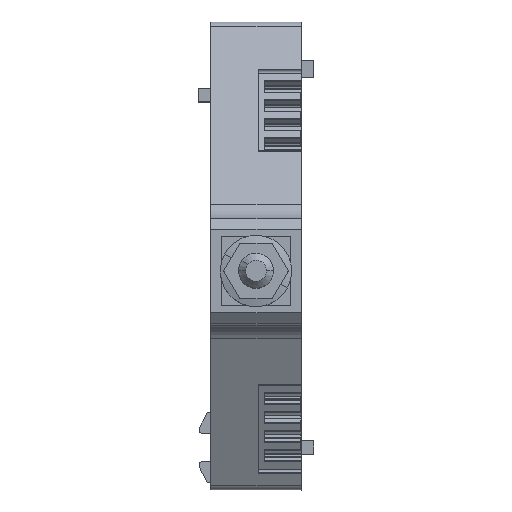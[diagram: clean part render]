
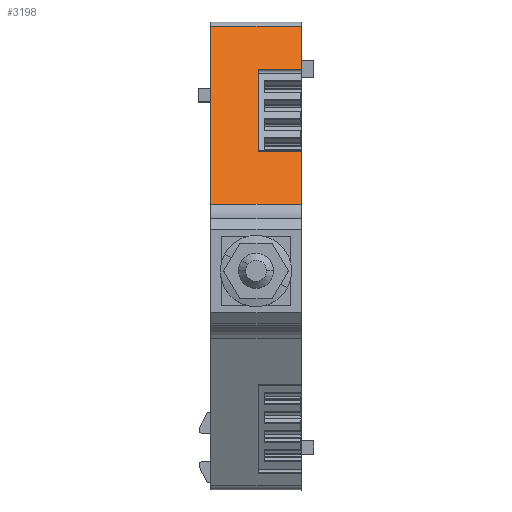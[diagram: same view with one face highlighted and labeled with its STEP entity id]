
A CAD part, top view. The second image highlights one B-rep face of the part: STEP entity #3198.
In plain terms, the highlighted planar face has unit normal (0, 0.478, 0.878).
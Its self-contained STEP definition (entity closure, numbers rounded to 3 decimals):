
#3162=AXIS2_PLACEMENT_3D('Plane Axis2P3D',#3159,#3160,#3161) ;
#1435=CARTESIAN_POINT('Vertex',(1.8,40.889,23.958)) ;
#1438=CARTESIAN_POINT('Line Origine',(1.8,53.631,17.028)) ;
#1442=CARTESIAN_POINT('Vertex',(1.8,66.373,10.098)) ;
#2416=CARTESIAN_POINT('Vertex',(14.8,66.373,10.098)) ;
#2419=CARTESIAN_POINT('Line Origine',(14.8,63.311,11.763)) ;
#2423=CARTESIAN_POINT('Vertex',(14.8,60.25,13.428)) ;
#2626=CARTESIAN_POINT('Vertex',(14.8,48.478,19.83)) ;
#2629=CARTESIAN_POINT('Line Origine',(14.8,44.683,21.894)) ;
#2633=CARTESIAN_POINT('Vertex',(14.8,40.889,23.958)) ;
#3147=CARTESIAN_POINT('Line Origine',(8.3,40.889,23.958)) ;
#3159=CARTESIAN_POINT('Axis2P3D Location',(8.3,38.8,25.094)) ;
#3164=CARTESIAN_POINT('Line Origine',(8.6,54.364,16.629)) ;
#3168=CARTESIAN_POINT('Vertex',(8.6,48.478,19.83)) ;
#3170=CARTESIAN_POINT('Vertex',(8.6,60.25,13.428)) ;
#3173=CARTESIAN_POINT('Line Origine',(11.7,60.25,13.428)) ;
#3178=CARTESIAN_POINT('Line Origine',(8.3,66.373,10.098)) ;
#3183=CARTESIAN_POINT('Line Origine',(11.7,48.478,19.83)) ;
#1439=DIRECTION('Vector Direction',(0.,-0.878,0.478)) ;
#2420=DIRECTION('Vector Direction',(0.,-0.878,0.478)) ;
#2630=DIRECTION('Vector Direction',(0.,-0.878,0.478)) ;
#3148=DIRECTION('Vector Direction',(1.,0.,0.)) ;
#3160=DIRECTION('Axis2P3D Direction',(0.,-0.478,-0.878)) ;
#3161=DIRECTION('Axis2P3D XDirection',(0.,0.878,-0.478)) ;
#3165=DIRECTION('Vector Direction',(0.,0.878,-0.478)) ;
#3174=DIRECTION('Vector Direction',(-1.,0.,0.)) ;
#3179=DIRECTION('Vector Direction',(1.,0.,0.)) ;
#3184=DIRECTION('Vector Direction',(-1.,0.,0.)) ;
#1440=VECTOR('Line Direction',#1439,1.) ;
#2421=VECTOR('Line Direction',#2420,1.) ;
#2631=VECTOR('Line Direction',#2630,1.) ;
#3149=VECTOR('Line Direction',#3148,1.) ;
#3166=VECTOR('Line Direction',#3165,1.) ;
#3175=VECTOR('Line Direction',#3174,1.) ;
#3180=VECTOR('Line Direction',#3179,1.) ;
#3185=VECTOR('Line Direction',#3184,1.) ;
#3189=ORIENTED_EDGE('',*,*,#3172,.T.) ;
#3190=ORIENTED_EDGE('',*,*,#3177,.F.) ;
#3191=ORIENTED_EDGE('',*,*,#2425,.F.) ;
#3192=ORIENTED_EDGE('',*,*,#3182,.T.) ;
#3193=ORIENTED_EDGE('',*,*,#1444,.T.) ;
#3194=ORIENTED_EDGE('',*,*,#3151,.F.) ;
#3195=ORIENTED_EDGE('',*,*,#2635,.F.) ;
#3196=ORIENTED_EDGE('',*,*,#3187,.T.) ;
#3198=ADVANCED_FACE('V2',(#3197),#3163,.F.) ;
#1444=EDGE_CURVE('',#1443,#1436,#1441,.T.) ;
#2425=EDGE_CURVE('',#2417,#2424,#2422,.T.) ;
#2635=EDGE_CURVE('',#2627,#2634,#2632,.T.) ;
#3151=EDGE_CURVE('',#2634,#1436,#3150,.F.) ;
#3172=EDGE_CURVE('',#3169,#3171,#3167,.T.) ;
#3177=EDGE_CURVE('',#2424,#3171,#3176,.T.) ;
#3182=EDGE_CURVE('',#2417,#1443,#3181,.F.) ;
#3187=EDGE_CURVE('',#2627,#3169,#3186,.T.) ;
#3188=EDGE_LOOP('',(#3189,#3190,#3191,#3192,#3193,#3194,#3195,#3196)) ;
#3197=FACE_OUTER_BOUND('',#3188,.T.) ;
#1441=LINE('Line',#1438,#1440) ;
#2422=LINE('Line',#2419,#2421) ;
#2632=LINE('Line',#2629,#2631) ;
#3150=LINE('Line',#3147,#3149) ;
#3167=LINE('Line',#3164,#3166) ;
#3176=LINE('Line',#3173,#3175) ;
#3181=LINE('Line',#3178,#3180) ;
#3186=LINE('Line',#3183,#3185) ;
#3163=PLANE('',#3162) ;
#1436=VERTEX_POINT('',#1435) ;
#1443=VERTEX_POINT('',#1442) ;
#2417=VERTEX_POINT('',#2416) ;
#2424=VERTEX_POINT('',#2423) ;
#2627=VERTEX_POINT('',#2626) ;
#2634=VERTEX_POINT('',#2633) ;
#3169=VERTEX_POINT('',#3168) ;
#3171=VERTEX_POINT('',#3170) ;
